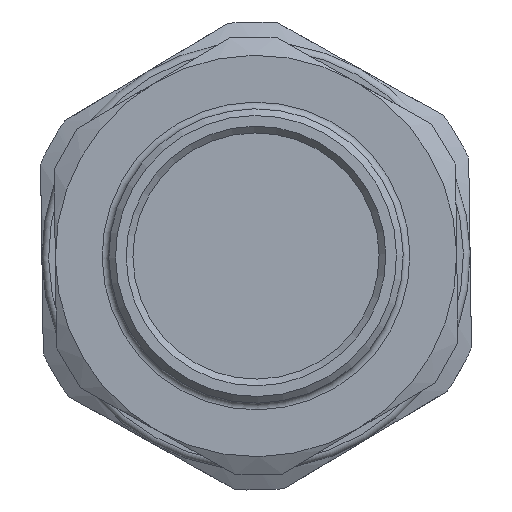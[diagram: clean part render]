
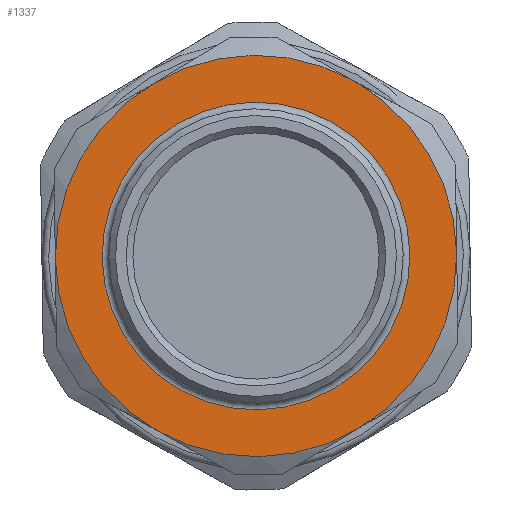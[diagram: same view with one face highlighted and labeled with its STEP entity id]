
A CAD part, front view. The second image highlights one B-rep face of the part: STEP entity #1337.
In plain terms, the highlighted planar face has unit normal (0, -1, 0).
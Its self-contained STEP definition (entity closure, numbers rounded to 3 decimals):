
#111=FACE_BOUND('',#273,.T.);
#131=PLANE('',#1474);
#189=FACE_OUTER_BOUND('',#272,.T.);
#272=EDGE_LOOP('',(#996,#997,#998,#999,#1000,#1001));
#273=EDGE_LOOP('',(#1002));
#342=CIRCLE('',#1443,15.);
#343=CIRCLE('',#1445,15.);
#344=CIRCLE('',#1447,15.);
#345=CIRCLE('',#1449,15.);
#346=CIRCLE('',#1451,15.);
#347=CIRCLE('',#1453,15.);
#355=CIRCLE('',#1473,11.5);
#513=VERTEX_POINT('',#2171);
#519=VERTEX_POINT('',#2200);
#524=VERTEX_POINT('',#2227);
#529=VERTEX_POINT('',#2254);
#534=VERTEX_POINT('',#2281);
#539=VERTEX_POINT('',#2308);
#548=VERTEX_POINT('',#2371);
#692=EDGE_CURVE('',#534,#529,#342,.T.);
#693=EDGE_CURVE('',#539,#534,#343,.T.);
#694=EDGE_CURVE('',#513,#539,#344,.T.);
#695=EDGE_CURVE('',#519,#513,#345,.T.);
#696=EDGE_CURVE('',#524,#519,#346,.T.);
#697=EDGE_CURVE('',#529,#524,#347,.T.);
#709=EDGE_CURVE('',#548,#548,#355,.T.);
#996=ORIENTED_EDGE('',*,*,#692,.F.);
#997=ORIENTED_EDGE('',*,*,#693,.F.);
#998=ORIENTED_EDGE('',*,*,#694,.F.);
#999=ORIENTED_EDGE('',*,*,#695,.F.);
#1000=ORIENTED_EDGE('',*,*,#696,.F.);
#1001=ORIENTED_EDGE('',*,*,#697,.F.);
#1002=ORIENTED_EDGE('',*,*,#709,.T.);
#1337=ADVANCED_FACE('',(#189,#111),#131,.T.);
#1443=AXIS2_PLACEMENT_3D('',#2332,#1658,#1659);
#1445=AXIS2_PLACEMENT_3D('',#2334,#1662,#1663);
#1447=AXIS2_PLACEMENT_3D('',#2336,#1666,#1667);
#1449=AXIS2_PLACEMENT_3D('',#2338,#1670,#1671);
#1451=AXIS2_PLACEMENT_3D('',#2340,#1674,#1675);
#1453=AXIS2_PLACEMENT_3D('',#2342,#1678,#1679);
#1473=AXIS2_PLACEMENT_3D('',#2373,#1722,#1723);
#1474=AXIS2_PLACEMENT_3D('',#2374,#1724,#1725);
#1658=DIRECTION('center_axis',(0.,1.,0.));
#1659=DIRECTION('ref_axis',(-1.,0.,-0.014));
#1662=DIRECTION('center_axis',(0.,1.,0.));
#1663=DIRECTION('ref_axis',(-1.,0.,-0.014));
#1666=DIRECTION('center_axis',(0.,1.,0.));
#1667=DIRECTION('ref_axis',(-1.,0.,-0.014));
#1670=DIRECTION('center_axis',(0.,1.,0.));
#1671=DIRECTION('ref_axis',(-1.,0.,-0.014));
#1674=DIRECTION('center_axis',(0.,1.,0.));
#1675=DIRECTION('ref_axis',(-1.,0.,-0.014));
#1678=DIRECTION('center_axis',(0.,1.,0.));
#1679=DIRECTION('ref_axis',(-1.,0.,-0.014));
#1722=DIRECTION('center_axis',(0.,1.,0.));
#1723=DIRECTION('ref_axis',(-1.,0.,-0.014));
#1724=DIRECTION('center_axis',(0.,-1.,0.));
#1725=DIRECTION('ref_axis',(0.014,0.,-1.));
#2171=CARTESIAN_POINT('',(179.424,59.849,110.025));
#2200=CARTESIAN_POINT('',(186.736,59.849,123.121));
#2227=CARTESIAN_POINT('',(179.051,59.849,136.003));
#2254=CARTESIAN_POINT('',(164.052,59.849,135.787));
#2281=CARTESIAN_POINT('',(156.74,59.849,122.691));
#2308=CARTESIAN_POINT('',(164.425,59.849,109.809));
#2332=CARTESIAN_POINT('Origin',(171.738,59.849,122.906));
#2334=CARTESIAN_POINT('Origin',(171.738,59.849,122.906));
#2336=CARTESIAN_POINT('Origin',(171.738,59.849,122.906));
#2338=CARTESIAN_POINT('Origin',(171.738,59.849,122.906));
#2340=CARTESIAN_POINT('Origin',(171.738,59.849,122.906));
#2342=CARTESIAN_POINT('Origin',(171.738,59.849,122.906));
#2371=CARTESIAN_POINT('',(171.903,59.849,111.407));
#2373=CARTESIAN_POINT('Origin',(171.738,59.849,122.906));
#2374=CARTESIAN_POINT('Origin',(158.489,59.849,122.716));
